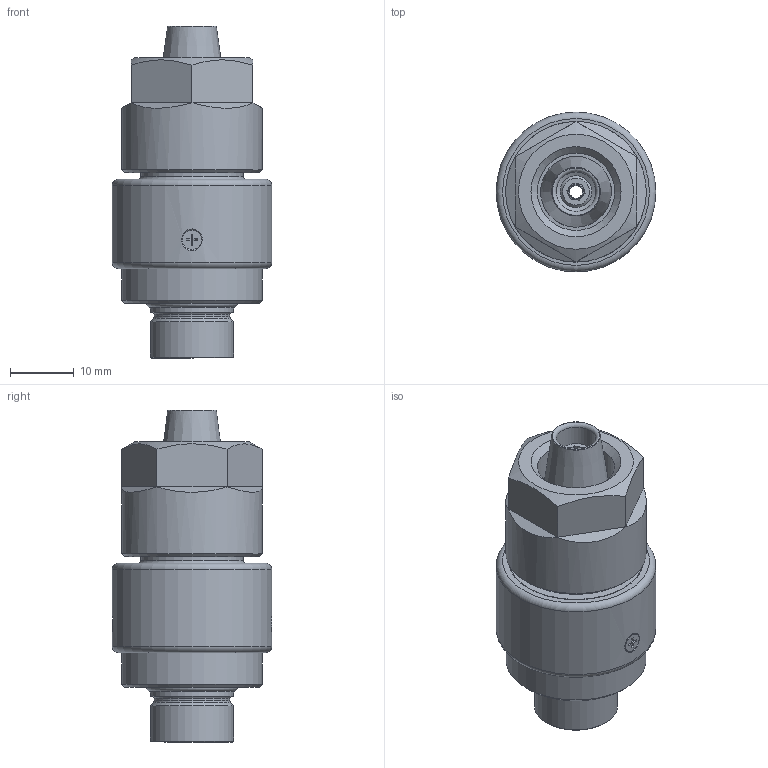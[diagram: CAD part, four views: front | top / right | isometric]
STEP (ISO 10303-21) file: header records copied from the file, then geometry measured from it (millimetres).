
FILE_DESCRIPTION(/* description */ (''),/* implementation_level */ '2;1');
FILE_NAME(/* name */ '716911110.stp',/* time_stamp */ '2021-09-02T12:29:56',/* author */ ('LRA'),/* organization */ ('REGO-FIX'),/* preprocessor_version */ ' Unknown',/* originating_system */ 'SIEMENS PLM Software Solid Edge ST10',/* authorization */ 'Unknown');
FILE_SCHEMA (('AUTOMOTIVE_DESIGN { 1 0 10303 214 2 1 1}'));
Length unit declared in the file: millimetre
Products named in the file (1): NOCUT
Bounding box: 25 x 25 x 51.98 mm (x, y, z)
Volume: 13983.9 mm3; surface area: 15433.9 mm2
Topology: 55 solids, 55 shells, 411 faces, 937 edges, 596 vertices
Faces by surface type: plane 149, cylinder 131, cone 51, torus 46, sphere 32, bspline 2
Full cylindrical faces by diameter (mm): 0.5 x3, 1.1 x24, 1.567 x2, 2 x3, 2.5 x7, 2.8 x10, 3 x1, 3.1 x2, 3.2 x1, 3.6 x1, 3.8 x1, 4 x1, 4.2 x1, 4.4 x1, 4.459 x1, 4.5 x1, 5 x2, 6 x4, 6.2 x2, 7 x2, 7.5 x1, 8.5 x1, 9.5 x1, 10 x1, 10.7 x1, 11 x2, 11.8 x1, 12.118 x1, 12.7 x1, 13 x5
Entity records: 12925 total; most frequent: CARTESIAN_POINT 3836, DIRECTION 1738, ORIENTED_EDGE 1158, AXIS2_PLACEMENT_3D 762, FACE_BOUND 738, EDGE_LOOP 699, EDGE_CURVE 579, VERTEX_POINT 509
